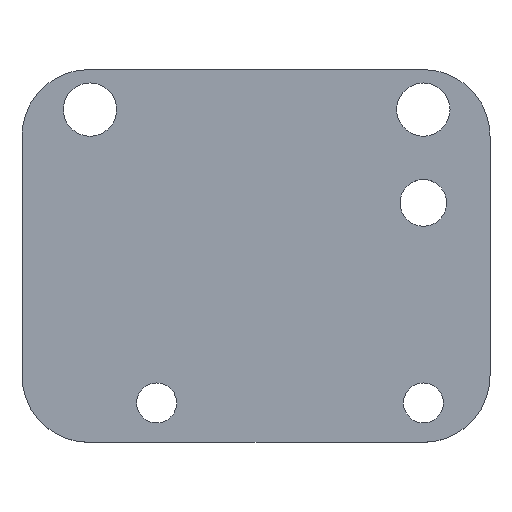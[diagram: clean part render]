
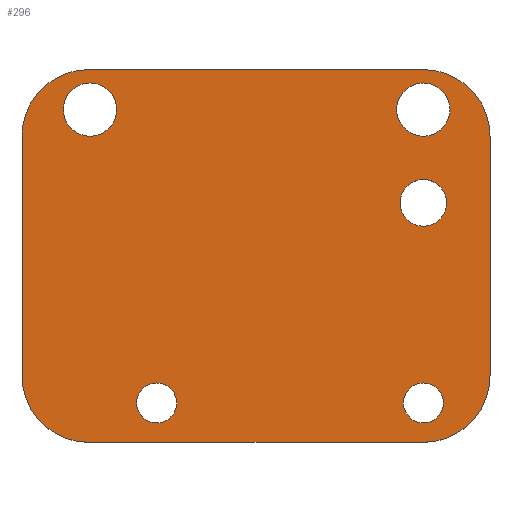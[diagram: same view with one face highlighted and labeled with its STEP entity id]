
A CAD part, top view. The second image highlights one B-rep face of the part: STEP entity #296.
In plain terms, the highlighted planar face has unit normal (0, 0, 1).
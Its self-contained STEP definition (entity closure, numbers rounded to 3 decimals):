
#15=FACE_BOUND('',#60,.T.);
#16=FACE_BOUND('',#61,.T.);
#17=FACE_BOUND('',#62,.T.);
#18=FACE_BOUND('',#63,.T.);
#19=FACE_BOUND('',#64,.T.);
#29=PLANE('',#343);
#44=FACE_OUTER_BOUND('',#59,.T.);
#59=EDGE_LOOP('',(#248,#249,#250,#251,#252,#253,#254,#255));
#60=EDGE_LOOP('',(#256));
#61=EDGE_LOOP('',(#257));
#62=EDGE_LOOP('',(#258));
#63=EDGE_LOOP('',(#259));
#64=EDGE_LOOP('',(#260));
#78=LINE('',#472,#99);
#82=LINE('',#484,#103);
#86=LINE('',#496,#107);
#90=LINE('',#508,#111);
#99=VECTOR('',#386,10.);
#103=VECTOR('',#398,10.);
#107=VECTOR('',#410,10.);
#111=VECTOR('',#422,10.);
#113=CIRCLE('',#313,2.);
#115=CIRCLE('',#316,1.75);
#117=CIRCLE('',#319,1.5);
#119=CIRCLE('',#322,1.5);
#121=CIRCLE('',#325,2.);
#124=CIRCLE('',#330,5.);
#126=CIRCLE('',#334,5.);
#128=CIRCLE('',#338,5.);
#130=CIRCLE('',#342,5.);
#131=VERTEX_POINT('',#436);
#133=VERTEX_POINT('',#442);
#135=VERTEX_POINT('',#448);
#137=VERTEX_POINT('',#454);
#139=VERTEX_POINT('',#460);
#143=VERTEX_POINT('',#469);
#144=VERTEX_POINT('',#471);
#146=VERTEX_POINT('',#477);
#148=VERTEX_POINT('',#483);
#150=VERTEX_POINT('',#489);
#152=VERTEX_POINT('',#495);
#154=VERTEX_POINT('',#501);
#156=VERTEX_POINT('',#507);
#157=EDGE_CURVE('',#131,#131,#113,.T.);
#160=EDGE_CURVE('',#133,#133,#115,.T.);
#163=EDGE_CURVE('',#135,#135,#117,.T.);
#166=EDGE_CURVE('',#137,#137,#119,.T.);
#169=EDGE_CURVE('',#139,#139,#121,.T.);
#174=EDGE_CURVE('',#144,#143,#78,.T.);
#177=EDGE_CURVE('',#146,#144,#124,.T.);
#180=EDGE_CURVE('',#148,#146,#82,.T.);
#183=EDGE_CURVE('',#150,#148,#126,.T.);
#186=EDGE_CURVE('',#152,#150,#86,.T.);
#189=EDGE_CURVE('',#154,#152,#128,.T.);
#192=EDGE_CURVE('',#156,#154,#90,.T.);
#195=EDGE_CURVE('',#143,#156,#130,.T.);
#248=ORIENTED_EDGE('',*,*,#195,.T.);
#249=ORIENTED_EDGE('',*,*,#192,.T.);
#250=ORIENTED_EDGE('',*,*,#189,.T.);
#251=ORIENTED_EDGE('',*,*,#186,.T.);
#252=ORIENTED_EDGE('',*,*,#183,.T.);
#253=ORIENTED_EDGE('',*,*,#180,.T.);
#254=ORIENTED_EDGE('',*,*,#177,.T.);
#255=ORIENTED_EDGE('',*,*,#174,.T.);
#256=ORIENTED_EDGE('',*,*,#169,.T.);
#257=ORIENTED_EDGE('',*,*,#166,.T.);
#258=ORIENTED_EDGE('',*,*,#163,.T.);
#259=ORIENTED_EDGE('',*,*,#160,.T.);
#260=ORIENTED_EDGE('',*,*,#157,.T.);
#296=ADVANCED_FACE('',(#44,#15,#16,#17,#18,#19),#29,.T.);
#313=AXIS2_PLACEMENT_3D('',#437,#349,#350);
#316=AXIS2_PLACEMENT_3D('',#443,#356,#357);
#319=AXIS2_PLACEMENT_3D('',#449,#363,#364);
#322=AXIS2_PLACEMENT_3D('',#455,#370,#371);
#325=AXIS2_PLACEMENT_3D('',#461,#377,#378);
#330=AXIS2_PLACEMENT_3D('',#478,#392,#393);
#334=AXIS2_PLACEMENT_3D('',#490,#404,#405);
#338=AXIS2_PLACEMENT_3D('',#502,#416,#417);
#342=AXIS2_PLACEMENT_3D('',#512,#428,#429);
#343=AXIS2_PLACEMENT_3D('',#513,#430,#431);
#349=DIRECTION('center_axis',(0.,0.,-1.));
#350=DIRECTION('ref_axis',(1.,0.,0.));
#356=DIRECTION('center_axis',(0.,0.,-1.));
#357=DIRECTION('ref_axis',(1.,0.,0.));
#363=DIRECTION('center_axis',(0.,0.,-1.));
#364=DIRECTION('ref_axis',(1.,0.,0.));
#370=DIRECTION('center_axis',(0.,0.,-1.));
#371=DIRECTION('ref_axis',(1.,0.,0.));
#377=DIRECTION('center_axis',(0.,0.,-1.));
#378=DIRECTION('ref_axis',(1.,0.,0.));
#386=DIRECTION('',(-1.,0.,0.));
#392=DIRECTION('center_axis',(0.,0.,1.));
#393=DIRECTION('ref_axis',(1.,0.,0.));
#398=DIRECTION('',(0.,1.,0.));
#404=DIRECTION('center_axis',(0.,0.,1.));
#405=DIRECTION('ref_axis',(0.,-1.,0.));
#410=DIRECTION('',(1.,0.,0.));
#416=DIRECTION('center_axis',(0.,0.,1.));
#417=DIRECTION('ref_axis',(-1.,0.,0.));
#422=DIRECTION('',(0.,-1.,0.));
#428=DIRECTION('center_axis',(0.,0.,1.));
#429=DIRECTION('ref_axis',(0.,1.,0.));
#430=DIRECTION('center_axis',(0.,0.,1.));
#431=DIRECTION('ref_axis',(1.,0.,0.));
#436=CARTESIAN_POINT('',(23.,-3.,1.5));
#437=CARTESIAN_POINT('Origin',(25.,-3.,1.5));
#442=CARTESIAN_POINT('',(23.25,-10.,1.5));
#443=CARTESIAN_POINT('Origin',(25.,-10.,1.5));
#448=CARTESIAN_POINT('',(3.5,-25.,1.5));
#449=CARTESIAN_POINT('Origin',(5.,-25.,1.5));
#454=CARTESIAN_POINT('',(23.5,-25.,1.5));
#455=CARTESIAN_POINT('Origin',(25.,-25.,1.5));
#460=CARTESIAN_POINT('',(-2.,-3.,1.5));
#461=CARTESIAN_POINT('Origin',(0.,-3.,1.5));
#469=CARTESIAN_POINT('',(-0.102,0.,1.5));
#471=CARTESIAN_POINT('',(25.,0.,1.5));
#472=CARTESIAN_POINT('',(-0.102,0.,1.5));
#477=CARTESIAN_POINT('',(30.,-5.,1.5));
#478=CARTESIAN_POINT('Origin',(25.,-5.,1.5));
#483=CARTESIAN_POINT('',(30.,-22.959,1.5));
#484=CARTESIAN_POINT('',(30.,-5.,1.5));
#489=CARTESIAN_POINT('',(25.,-27.959,1.5));
#490=CARTESIAN_POINT('Origin',(25.,-22.959,1.5));
#495=CARTESIAN_POINT('',(-0.102,-27.959,1.5));
#496=CARTESIAN_POINT('',(25.,-27.959,1.5));
#501=CARTESIAN_POINT('',(-5.102,-22.959,1.5));
#502=CARTESIAN_POINT('Origin',(-0.102,-22.959,1.5));
#507=CARTESIAN_POINT('',(-5.102,-5.,1.5));
#508=CARTESIAN_POINT('',(-5.102,-22.959,1.5));
#512=CARTESIAN_POINT('Origin',(-0.102,-5.,1.5));
#513=CARTESIAN_POINT('Origin',(12.449,-13.98,1.5));
